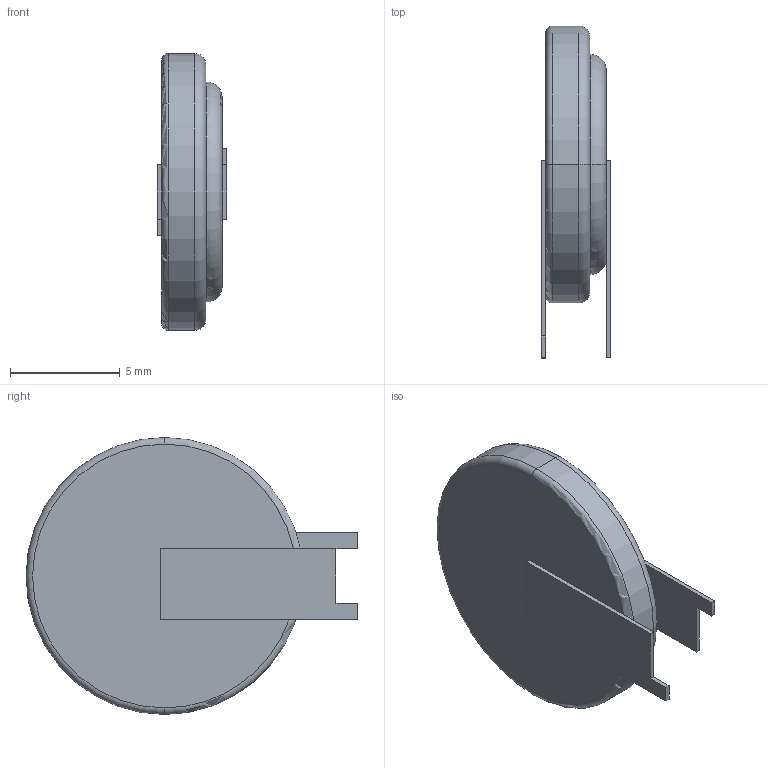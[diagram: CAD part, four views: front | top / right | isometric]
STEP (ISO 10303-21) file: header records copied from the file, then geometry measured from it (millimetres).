
FILE_DESCRIPTION (( 'STEP AP214' ), '1' );
FILE_NAME ('Battery BR1225 Horisontal Pins.STEP', '2014-12-30T10:03:58', ( 'Master' ), ( '' ), 'SwSTEP 2.0', 'SolidWorks 2013', '' );
FILE_SCHEMA (( 'AUTOMOTIVE_DESIGN' ));
Length unit declared in the file: millimetre
Products named in the file (1): Battery BR1225 Horisontal Pins
Bounding box: 3.15 x 15.1 x 12.6 mm (x, y, z)
Volume: 312.9 mm3; surface area: 377.3 mm2
Topology: 1 solids, 1 shells, 29 faces, 68 edges, 42 vertices
Faces by surface type: plane 19, torus 6, cylinder 4
Entity records: 1036 total; most frequent: DIRECTION 152, CARTESIAN_POINT 140, ORIENTED_EDGE 136, EDGE_CURVE 68, AXIS2_PLACEMENT_3D 54, LINE 44, VECTOR 44, VERTEX_POINT 42
